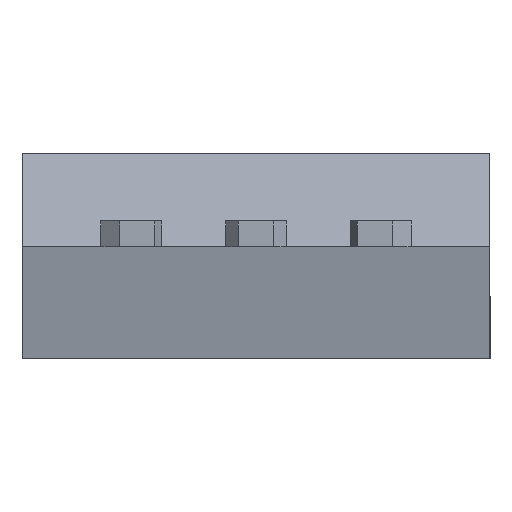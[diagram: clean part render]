
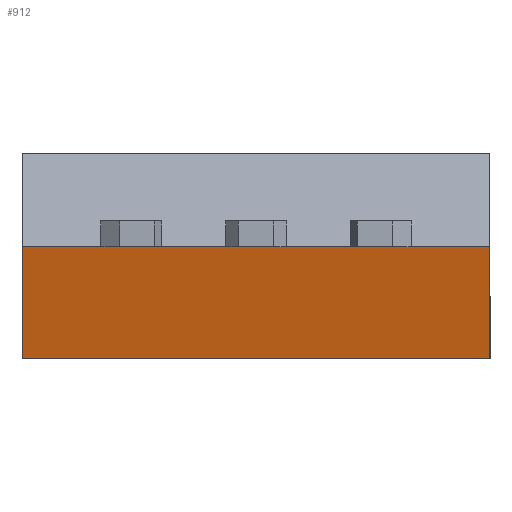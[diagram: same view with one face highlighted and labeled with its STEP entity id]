
A CAD part, front view. The second image highlights one B-rep face of the part: STEP entity #912.
In plain terms, the highlighted planar face has unit normal (0, -0.972, -0.233).
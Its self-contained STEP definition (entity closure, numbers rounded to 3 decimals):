
#38 = CARTESIAN_POINT ( 'NONE',  ( 5., 3.3, -0.275 ) ) ;
#57 = VECTOR ( 'NONE', #1776, 1000. ) ;
#268 = CARTESIAN_POINT ( 'NONE',  ( -5., 3.3, -0.275 ) ) ;
#295 = EDGE_CURVE ( 'NONE', #1304, #1543, #774, .T. ) ;
#375 = CARTESIAN_POINT ( 'NONE',  ( 5., 3.876, -2.675 ) ) ;
#376 = DIRECTION ( 'NONE',  ( -1., 0., 0. ) ) ;
#427 = VECTOR ( 'NONE', #1562, 1000. ) ;
#440 = ORIENTED_EDGE ( 'NONE', *, *, #295, .F. ) ;
#540 = LINE ( 'NONE', #1255, #427 ) ;
#548 = CARTESIAN_POINT ( 'NONE',  ( 5., 3.876, -2.675 ) ) ;
#603 = CARTESIAN_POINT ( 'NONE',  ( -5., 3.876, -2.675 ) ) ;
#752 = EDGE_CURVE ( 'NONE', #1894, #1543, #1103, .T. ) ;
#774 = LINE ( 'NONE', #548, #826 ) ;
#826 = VECTOR ( 'NONE', #848, 1000. ) ;
#848 = DIRECTION ( 'NONE',  ( -1., 0., 0. ) ) ;
#907 = DIRECTION ( 'NONE',  ( 0., -0.233, 0.972 ) ) ;
#912 = ADVANCED_FACE ( 'NONE', ( #1340 ), #1530, .F. ) ;
#960 = VECTOR ( 'NONE', #376, 1000. ) ;
#961 = AXIS2_PLACEMENT_3D ( 'NONE', #1223, #1656, #907 ) ;
#1070 = EDGE_LOOP ( 'NONE', ( #1116, #1660, #440, #1171 ) ) ;
#1103 = LINE ( 'NONE', #1334, #57 ) ;
#1116 = ORIENTED_EDGE ( 'NONE', *, *, #1837, .T. ) ;
#1171 = ORIENTED_EDGE ( 'NONE', *, *, #1726, .F. ) ;
#1223 = CARTESIAN_POINT ( 'NONE',  ( 5., 3.3, -0.275 ) ) ;
#1255 = CARTESIAN_POINT ( 'NONE',  ( 5., 3.3, -0.275 ) ) ;
#1269 = VERTEX_POINT ( 'NONE', #1321 ) ;
#1304 = VERTEX_POINT ( 'NONE', #375 ) ;
#1321 = CARTESIAN_POINT ( 'NONE',  ( 5., 3.3, -0.275 ) ) ;
#1334 = CARTESIAN_POINT ( 'NONE',  ( -5., 3.3, -0.275 ) ) ;
#1340 = FACE_OUTER_BOUND ( 'NONE', #1070, .T. ) ;
#1507 = LINE ( 'NONE', #38, #960 ) ;
#1530 = PLANE ( 'NONE',  #961 ) ;
#1543 = VERTEX_POINT ( 'NONE', #603 ) ;
#1562 = DIRECTION ( 'NONE',  ( 0., 0.233, -0.972 ) ) ;
#1656 = DIRECTION ( 'NONE',  ( 0., 0.972, 0.233 ) ) ;
#1660 = ORIENTED_EDGE ( 'NONE', *, *, #752, .T. ) ;
#1726 = EDGE_CURVE ( 'NONE', #1269, #1304, #540, .T. ) ;
#1776 = DIRECTION ( 'NONE',  ( 0., 0.233, -0.972 ) ) ;
#1837 = EDGE_CURVE ( 'NONE', #1269, #1894, #1507, .T. ) ;
#1894 = VERTEX_POINT ( 'NONE', #268 ) ;
